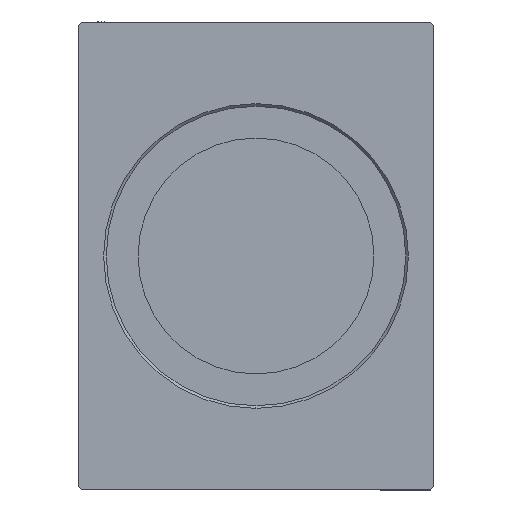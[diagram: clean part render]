
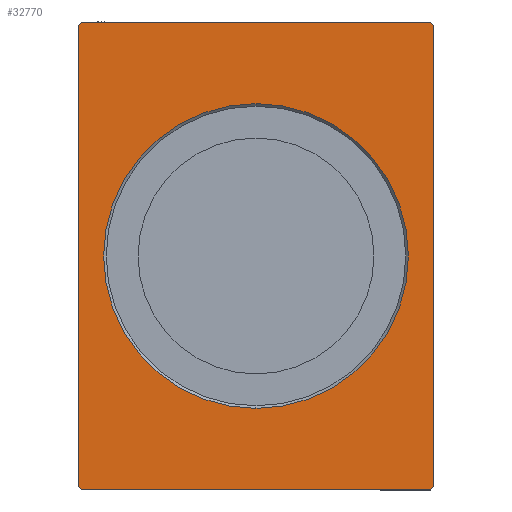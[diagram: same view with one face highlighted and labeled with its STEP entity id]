
A CAD part, left-side view. The second image highlights one B-rep face of the part: STEP entity #32770.
In plain terms, the highlighted planar face has unit normal (-1, 0, 0).
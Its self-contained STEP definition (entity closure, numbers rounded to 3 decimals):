
#129 = VERTEX_POINT ( 'NONE', #27334 ) ;
#291 = CARTESIAN_POINT ( 'NONE',  ( 0., -46.5, 62.5 ) ) ;
#561 = EDGE_CURVE ( 'NONE', #4607, #14561, #28288, .T. ) ;
#1548 = LINE ( 'NONE', #23722, #26842 ) ;
#1784 = ORIENTED_EDGE ( 'NONE', *, *, #28578, .F. ) ;
#2949 = CARTESIAN_POINT ( 'NONE',  ( 0., 46.5, 62.5 ) ) ;
#3136 = DIRECTION ( 'NONE',  ( 1., 0., 0. ) ) ;
#3137 = EDGE_LOOP ( 'NONE', ( #32295, #28400 ) ) ;
#3624 = LINE ( 'NONE', #6613, #15356 ) ;
#4515 = AXIS2_PLACEMENT_3D ( 'NONE', #38399, #25174, #18161 ) ;
#4607 = VERTEX_POINT ( 'NONE', #7077 ) ;
#4783 = VERTEX_POINT ( 'NONE', #13003 ) ;
#5722 = DIRECTION ( 'NONE',  ( 0., 1., 0. ) ) ;
#6327 = CARTESIAN_POINT ( 'NONE',  ( 0., 0., 0. ) ) ;
#6477 = VERTEX_POINT ( 'NONE', #16256 ) ;
#6613 = CARTESIAN_POINT ( 'NONE',  ( 0., 47.5, -61.5 ) ) ;
#7077 = CARTESIAN_POINT ( 'NONE',  ( 0., -47.5, 61.5 ) ) ;
#8181 = CARTESIAN_POINT ( 'NONE',  ( 0., 46.5, 62.5 ) ) ;
#8562 = FACE_BOUND ( 'NONE', #3137, .T. ) ;
#8604 = DIRECTION ( 'NONE',  ( 0., -1., 0. ) ) ;
#9360 = LINE ( 'NONE', #21934, #10062 ) ;
#9846 = AXIS2_PLACEMENT_3D ( 'NONE', #6327, #3136, #16132 ) ;
#10062 = VECTOR ( 'NONE', #5722, 1000. ) ;
#11235 = DIRECTION ( 'NONE',  ( 0., 0., -1. ) ) ;
#11556 = DIRECTION ( 'NONE',  ( 0., 0.707, 0.707 ) ) ;
#13003 = CARTESIAN_POINT ( 'NONE',  ( 0., 46.5, -62.5 ) ) ;
#13880 = VECTOR ( 'NONE', #19916, 1000. ) ;
#14465 = ORIENTED_EDGE ( 'NONE', *, *, #21754, .F. ) ;
#14521 = VERTEX_POINT ( 'NONE', #19860 ) ;
#14561 = VERTEX_POINT ( 'NONE', #36067 ) ;
#14712 = DIRECTION ( 'NONE',  ( 0., 0., -1. ) ) ;
#15338 = EDGE_CURVE ( 'NONE', #14561, #6477, #32722, .T. ) ;
#15356 = VECTOR ( 'NONE', #16625, 1000. ) ;
#15409 = EDGE_CURVE ( 'NONE', #29545, #17071, #24792, .T. ) ;
#15688 = ORIENTED_EDGE ( 'NONE', *, *, #38516, .F. ) ;
#16132 = DIRECTION ( 'NONE',  ( 0., 0., -1. ) ) ;
#16256 = CARTESIAN_POINT ( 'NONE',  ( 0., -46.5, -62.5 ) ) ;
#16625 = DIRECTION ( 'NONE',  ( 0., 0., 1. ) ) ;
#17071 = VERTEX_POINT ( 'NONE', #17490 ) ;
#17091 = CARTESIAN_POINT ( 'NONE',  ( 0., 47.5, -61.5 ) ) ;
#17232 = ORIENTED_EDGE ( 'NONE', *, *, #15409, .F. ) ;
#17490 = CARTESIAN_POINT ( 'NONE',  ( 0., -46.5, 62.5 ) ) ;
#17800 = LINE ( 'NONE', #24198, #27606 ) ;
#18161 = DIRECTION ( 'NONE',  ( 0., 0., -1. ) ) ;
#18457 = ORIENTED_EDGE ( 'NONE', *, *, #15338, .F. ) ;
#18610 = EDGE_CURVE ( 'NONE', #17071, #4607, #20128, .T. ) ;
#19084 = VERTEX_POINT ( 'NONE', #21078 ) ;
#19860 = CARTESIAN_POINT ( 'NONE',  ( 0., 0., 40.7 ) ) ;
#19916 = DIRECTION ( 'NONE',  ( 0., 0.707, -0.707 ) ) ;
#20047 = CIRCLE ( 'NONE', #9846, 40.7 ) ;
#20107 = CIRCLE ( 'NONE', #28304, 40.7 ) ;
#20128 = LINE ( 'NONE', #291, #38596 ) ;
#20425 = VERTEX_POINT ( 'NONE', #17091 ) ;
#20799 = DIRECTION ( 'NONE',  ( 0., -0.707, 0.707 ) ) ;
#21078 = CARTESIAN_POINT ( 'NONE',  ( 0., 0., -40.7 ) ) ;
#21468 = CARTESIAN_POINT ( 'NONE',  ( 0., -47.5, 61.5 ) ) ;
#21754 = EDGE_CURVE ( 'NONE', #6477, #4783, #9360, .T. ) ;
#21934 = CARTESIAN_POINT ( 'NONE',  ( 0., -46.5, -62.5 ) ) ;
#22998 = EDGE_CURVE ( 'NONE', #19084, #14521, #20047, .T. ) ;
#23699 = VECTOR ( 'NONE', #11235, 1000. ) ;
#23722 = CARTESIAN_POINT ( 'NONE',  ( 0., 46.5, -62.5 ) ) ;
#23783 = ORIENTED_EDGE ( 'NONE', *, *, #29162, .F. ) ;
#24198 = CARTESIAN_POINT ( 'NONE',  ( 0., 47.5, 61.5 ) ) ;
#24792 = LINE ( 'NONE', #8181, #41798 ) ;
#25174 = DIRECTION ( 'NONE',  ( 1., 0., 0. ) ) ;
#25380 = PLANE ( 'NONE',  #4515 ) ;
#26418 = ORIENTED_EDGE ( 'NONE', *, *, #561, .F. ) ;
#26842 = VECTOR ( 'NONE', #11556, 1000. ) ;
#27334 = CARTESIAN_POINT ( 'NONE',  ( 0., 47.5, 61.5 ) ) ;
#27606 = VECTOR ( 'NONE', #20799, 1000. ) ;
#28288 = LINE ( 'NONE', #21468, #23699 ) ;
#28304 = AXIS2_PLACEMENT_3D ( 'NONE', #30704, #37521, #14712 ) ;
#28400 = ORIENTED_EDGE ( 'NONE', *, *, #22998, .T. ) ;
#28578 = EDGE_CURVE ( 'NONE', #20425, #129, #3624, .T. ) ;
#28726 = EDGE_CURVE ( 'NONE', #14521, #19084, #20107, .T. ) ;
#29162 = EDGE_CURVE ( 'NONE', #129, #29545, #17800, .T. ) ;
#29545 = VERTEX_POINT ( 'NONE', #2949 ) ;
#30704 = CARTESIAN_POINT ( 'NONE',  ( 0., 0., 0. ) ) ;
#30897 = EDGE_LOOP ( 'NONE', ( #23783, #1784, #15688, #14465, #18457, #26418, #31207, #17232 ) ) ;
#31207 = ORIENTED_EDGE ( 'NONE', *, *, #18610, .F. ) ;
#32295 = ORIENTED_EDGE ( 'NONE', *, *, #28726, .T. ) ;
#32722 = LINE ( 'NONE', #36331, #13880 ) ;
#32770 = ADVANCED_FACE ( 'NONE', ( #8562, #34370 ), #25380, .F. ) ;
#32925 = DIRECTION ( 'NONE',  ( 0., -0.707, -0.707 ) ) ;
#34370 = FACE_OUTER_BOUND ( 'NONE', #30897, .T. ) ;
#36067 = CARTESIAN_POINT ( 'NONE',  ( 0., -47.5, -61.5 ) ) ;
#36331 = CARTESIAN_POINT ( 'NONE',  ( 0., -47.5, -61.5 ) ) ;
#37521 = DIRECTION ( 'NONE',  ( 1., 0., 0. ) ) ;
#38399 = CARTESIAN_POINT ( 'NONE',  ( 0., 0., 0. ) ) ;
#38516 = EDGE_CURVE ( 'NONE', #4783, #20425, #1548, .T. ) ;
#38596 = VECTOR ( 'NONE', #32925, 1000. ) ;
#41798 = VECTOR ( 'NONE', #8604, 1000. ) ;
